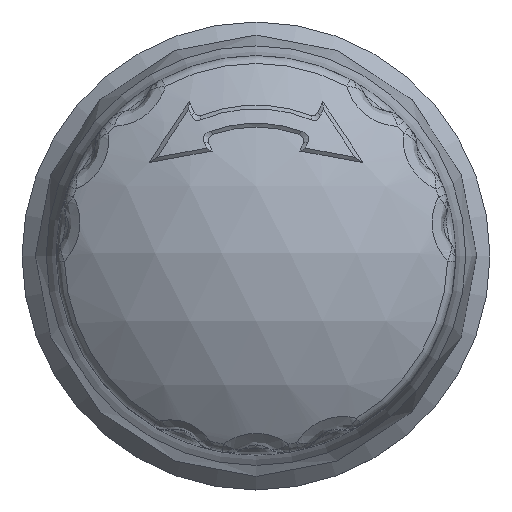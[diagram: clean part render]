
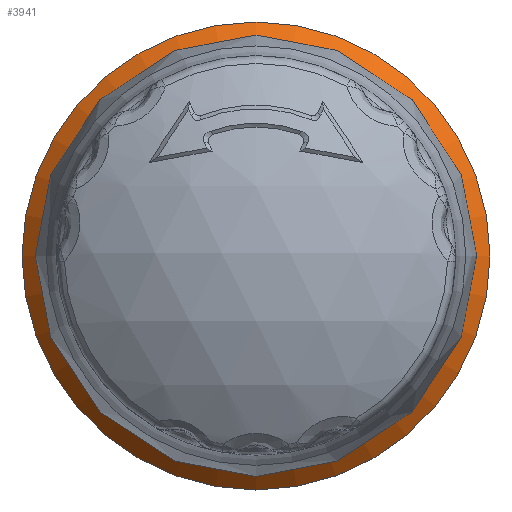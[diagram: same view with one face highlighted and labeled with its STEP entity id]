
A CAD part, top view. The second image highlights one B-rep face of the part: STEP entity #3941.
In plain terms, the highlighted conical face has half-angle 45 degrees and reference radius 17.473 mm.
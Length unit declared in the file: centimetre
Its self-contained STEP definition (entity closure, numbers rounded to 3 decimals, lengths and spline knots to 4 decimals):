
#19=CONICAL_SURFACE('',#4334,1.7473,45.);
#131=FACE_BOUND('',#1107,.T.);
#570=CIRCLE('',#4333,1.85);
#571=CIRCLE('',#4335,1.6446);
#822=FACE_OUTER_BOUND('',#1106,.T.);
#1106=EDGE_LOOP('',(#3210));
#1107=EDGE_LOOP('',(#3211));
#1801=VERTEX_POINT('',#6886);
#1802=VERTEX_POINT('',#6889);
#2288=EDGE_CURVE('',#1801,#1801,#570,.T.);
#2289=EDGE_CURVE('',#1802,#1802,#571,.T.);
#3210=ORIENTED_EDGE('',*,*,#2288,.F.);
#3211=ORIENTED_EDGE('',*,*,#2289,.T.);
#3941=ADVANCED_FACE('',(#822,#131),#19,.T.);
#4333=AXIS2_PLACEMENT_3D('',#6887,#5184,#5185);
#4334=AXIS2_PLACEMENT_3D('',#6888,#5186,#5187);
#4335=AXIS2_PLACEMENT_3D('',#6890,#5188,#5189);
#5184=DIRECTION('center_axis',(0.,0.,
-1.));
#5185=DIRECTION('ref_axis',(1.,0.,0.));
#5186=DIRECTION('center_axis',(0.,0.,
-1.));
#5187=DIRECTION('ref_axis',(1.,0.,0.));
#5188=DIRECTION('center_axis',(0.,0.,
-1.));
#5189=DIRECTION('ref_axis',(1.,0.,0.));
#6886=CARTESIAN_POINT('',(1.85,0.,1.91));
#6887=CARTESIAN_POINT('Origin',(0.,0.,
1.91));
#6888=CARTESIAN_POINT('Origin',(0.,0.,
2.0127));
#6889=CARTESIAN_POINT('',(1.6446,0.,2.1154));
#6890=CARTESIAN_POINT('Origin',(0.,0.,
2.1154));
